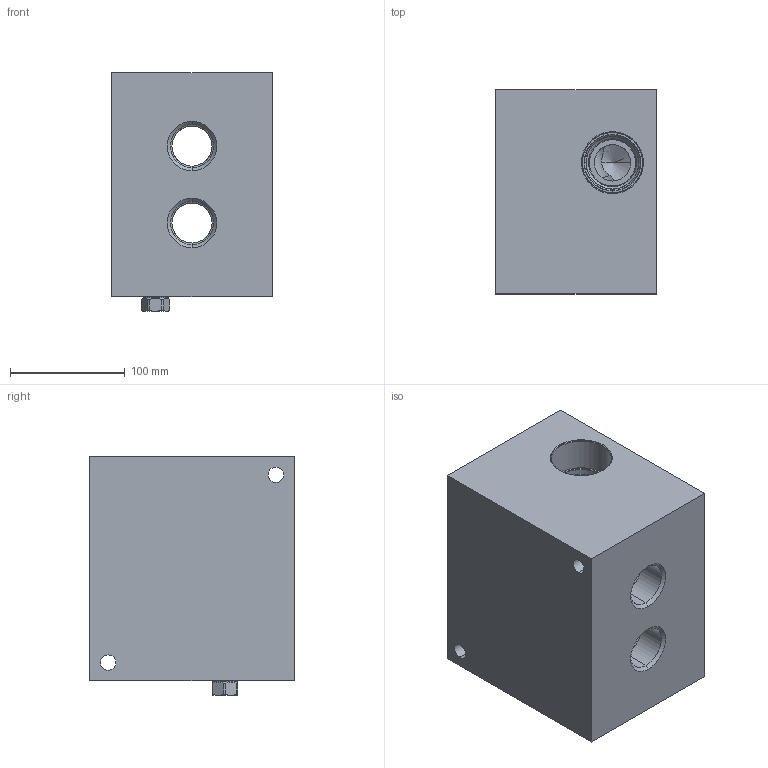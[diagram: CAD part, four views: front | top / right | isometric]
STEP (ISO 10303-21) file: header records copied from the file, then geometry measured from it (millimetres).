
FILE_DESCRIPTION((''),'2;1');
FILE_NAME('XNA_ASM','2023-02-20T',('ProEService'),(''),'PRO/ENGINEER BY PARAMETRIC TECHNOLOGY CORPORATION, 2014200','PRO/ENGINEER BY PARAMETRIC TECHNOLOGY CORPORATION, 2014200','');
FILE_SCHEMA(('CONFIG_CONTROL_DESIGN'));
Length unit declared in the file: inch
Products named in the file (3): 17B-727-001; CSABXXN; XNA_ASM
Assembly tree (2 placements, depth 2):
  XNA_ASM
    17B-727-001
    CSABXXN
Bounding box: 139.7 x 177.8 x 207.92 mm (x, y, z)
Volume: 3992684.8 mm3; surface area: 274190.2 mm2
Topology: 5 solids, 6 shells, 307 faces, 1080 edges, 936 vertices
Faces by surface type: cylinder 128, cone 82, plane 43, torus 36, revolution 12, sphere 6
Entity records: 13632 total; most frequent: CARTESIAN_POINT 4533, DIRECTION 1982, ORIENTED_EDGE 1442, EDGE_CURVE 721, AXIS2_PLACEMENT_3D 693, VECTOR 584, LINE 584, VERTEX_POINT 440
